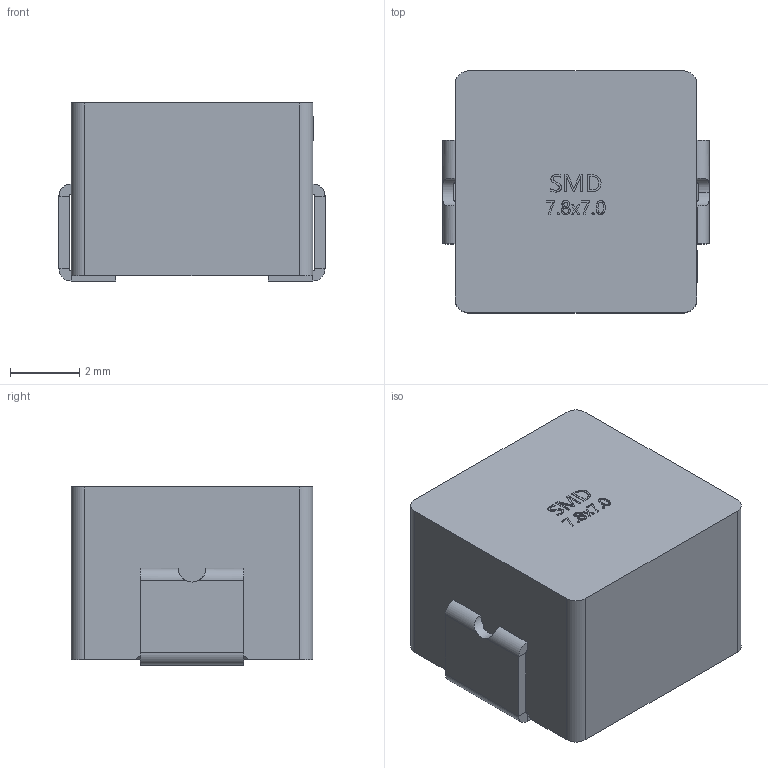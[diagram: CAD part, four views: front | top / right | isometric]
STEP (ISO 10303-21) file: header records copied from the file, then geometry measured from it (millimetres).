
FILE_DESCRIPTION (( 'STEP AP214' ), '1' );
FILE_NAME ('IND-SMD_L7.8-W7.0-H5.0.step', '2022-07-09T00:54:45', ( '' ), ( '' ), 'SwSTEP 2.0', 'SolidWorks 2020', '' );
FILE_SCHEMA (( 'AUTOMOTIVE_DESIGN' ));
Length unit declared in the file: millimetre
Products named in the file (1): IND-SMD_L7.8-W7.0-H5.0
Bounding box: 7.7 x 7 x 5.15 mm (x, y, z)
Volume: 250 mm3; surface area: 271.5 mm2
Topology: 1 solids, 1 shells, 463 faces, 1251 edges, 826 vertices
Faces by surface type: plane 271, bspline 173, cylinder 19
Entity records: 23925 total; most frequent: CARTESIAN_POINT 8342, ORIENTED_EDGE 2502, DIRECTION 1509, EDGE_CURVE 1251, VECTOR 859, LINE 859, VERTEX_POINT 826, EDGE_LOOP 507
